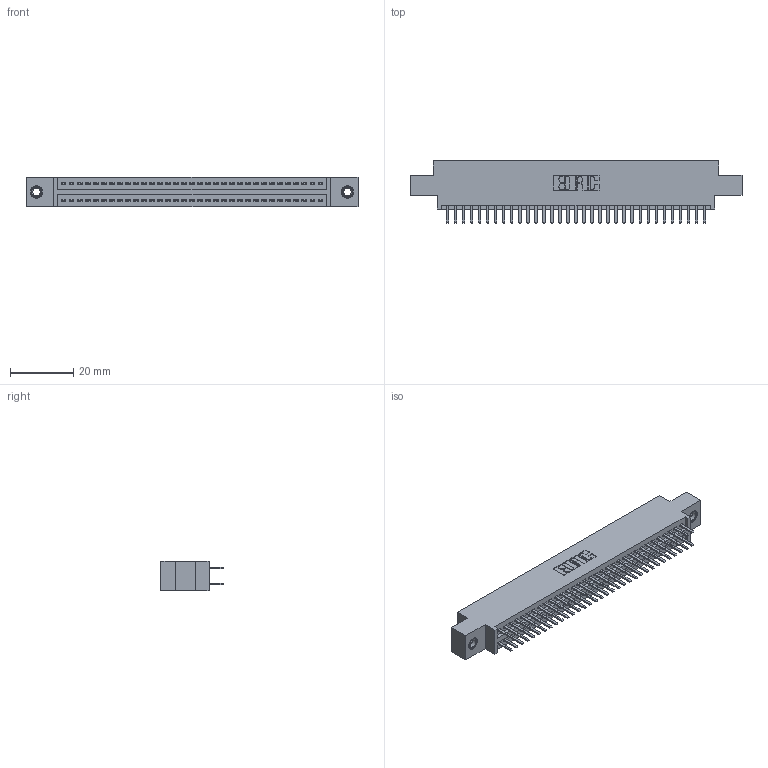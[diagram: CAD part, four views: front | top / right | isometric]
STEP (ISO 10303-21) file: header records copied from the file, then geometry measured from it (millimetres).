
FILE_DESCRIPTION (( 'STEP AP203' ), '1' );
FILE_NAME ('395-066-520-807.STEP', '2019-10-23T19:57:07', ( '' ), ( '' ), 'SwSTEP 2.0', 'SolidWorks 2016', '' );
FILE_SCHEMA (( 'CONFIG_CONTROL_DESIGN' ));
Length unit declared in the file: inch
Products named in the file (4): 395-066-520-807; 345 Part_0.170 Offset - 0.156 Dia-TI; 345-292-001_345-293-120; 345-250-001_345-250-005-103
Assembly tree (69 placements, depth 2):
  395-066-520-807
    345 Part_0.170 Offset - 0.156 Dia-TI
    345-292-001_345-293-120  x66
    345-250-001_345-250-005-103  x2
Bounding box: 105.03 x 19.68 x 9.4 mm (x, y, z)
Volume: 9963.2 mm3; surface area: 14662.6 mm2
Topology: 69 solids, 69 shells, 3754 faces, 10851 edges, 7050 vertices
Faces by surface type: plane 2426, cylinder 1312, cone 12, torus 4
Entity records: 28536 total; most frequent: CARTESIAN_POINT 4787, ORIENTED_EDGE 4702, DIRECTION 4245, EDGE_CURVE 2351, VECTOR 2063, LINE 2063, VERTEX_POINT 1560, AXIS2_PLACEMENT_3D 1091
